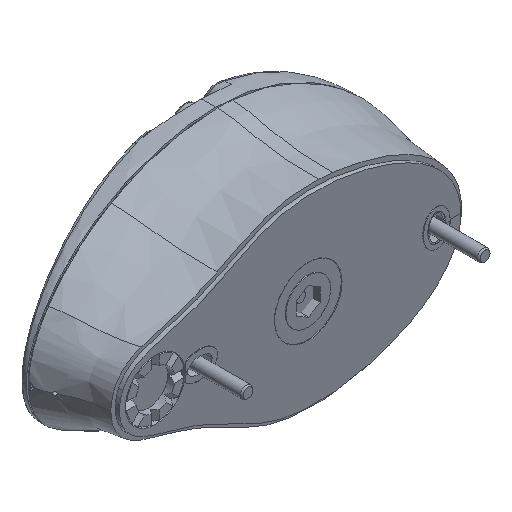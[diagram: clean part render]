
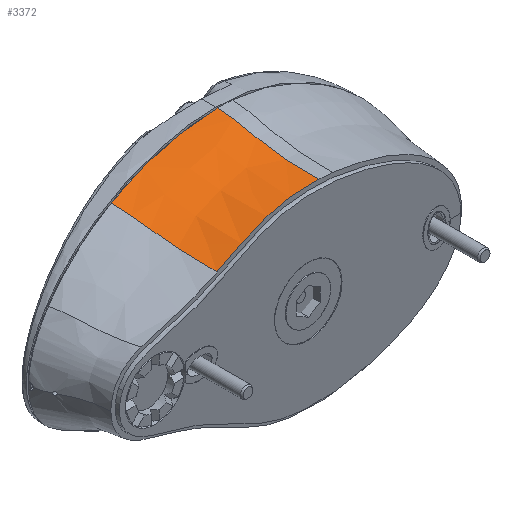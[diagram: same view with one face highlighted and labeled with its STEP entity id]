
A CAD part, isometric view. The second image highlights one B-rep face of the part: STEP entity #3372.
In plain terms, the highlighted free-form (B-spline) face has degree [3, 3] with [7, 4] control points.
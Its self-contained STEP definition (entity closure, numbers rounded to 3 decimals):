
#283=B_SPLINE_SURFACE_WITH_KNOTS('',3,3,((#84433,#84434,#84435,#84436),(#84437,
#84438,#84439,#84440),(#84441,#84442,#84443,#84444),(#84445,#84446,#84447,
#84448),(#84449,#84450,#84451,#84452),(#84453,#84454,#84455,#84456),(#84457,
#84458,#84459,#84460)),.UNSPECIFIED.,.F.,.F.,.F.,(4,1,1,1,4),(4,4),(0.,0.256,
0.502,0.748,1.),(0.,1.),.UNSPECIFIED.);
#3372=ADVANCED_FACE('',(#5763),#283,.F.);
#5763=FACE_OUTER_BOUND('',#7617,.T.);
#7617=EDGE_LOOP('',(#16535,#16536,#16537,#16538));
#16535=ORIENTED_EDGE('',*,*,#26992,.F.);
#16536=ORIENTED_EDGE('',*,*,#26980,.F.);
#16537=ORIENTED_EDGE('',*,*,#26993,.T.);
#16538=ORIENTED_EDGE('',*,*,#26860,.F.);
#23040=VERTEX_POINT('',#82339);
#23041=VERTEX_POINT('',#82346);
#23113=VERTEX_POINT('',#84088);
#23114=VERTEX_POINT('',#84096);
#26860=EDGE_CURVE('',#23040,#23041,#30763,.T.);
#26980=EDGE_CURVE('',#23113,#23114,#30857,.T.);
#26992=EDGE_CURVE('',#23114,#23040,#30869,.T.);
#26993=EDGE_CURVE('',#23113,#23041,#30870,.T.);
#30763=B_SPLINE_CURVE_WITH_KNOTS('',3,(#82340,#82341,#82342,#82343,#82344,
#82345),.UNSPECIFIED.,.F.,.F.,(4,2,4),(0.,0.5,1.),.UNSPECIFIED.);
#30857=B_SPLINE_CURVE_WITH_KNOTS('',3,(#84089,#84090,#84091,#84092,#84093,
#84094,#84095),.UNSPECIFIED.,.F.,.F.,(4,1,1,1,4),(0.,0.25,0.5,
0.75,1.),.UNSPECIFIED.);
#30869=B_SPLINE_CURVE_WITH_KNOTS('',3,(#84401,#84402,#84403,#84404),.UNSPECIFIED.,
.F.,.F.,(4,4),(0.,1.),.UNSPECIFIED.);
#30870=B_SPLINE_CURVE_WITH_KNOTS('',3,(#84429,#84430,#84431,#84432),.UNSPECIFIED.,
.F.,.F.,(4,4),(0.,1.),.UNSPECIFIED.);
#82339=CARTESIAN_POINT('',(-27.418,12.028,23.944));
#82340=CARTESIAN_POINT('',(-27.418,12.028,23.944));
#82341=CARTESIAN_POINT('',(-22.519,12.894,25.435));
#82342=CARTESIAN_POINT('',(-17.49,13.658,26.469));
#82343=CARTESIAN_POINT('',(-7.268,14.84,27.808));
#82344=CARTESIAN_POINT('',(-2.092,15.257,28.131));
#82345=CARTESIAN_POINT('',(3.099,15.407,28.054));
#82346=CARTESIAN_POINT('',(3.099,15.408,28.054));
#84088=CARTESIAN_POINT('',(3.698,-9.9,24.657));
#84089=CARTESIAN_POINT('',(3.698,-9.9,24.657));
#84090=CARTESIAN_POINT('',(1.432,-9.9,24.74));
#84091=CARTESIAN_POINT('',(-3.197,-9.9,24.63));
#84092=CARTESIAN_POINT('',(-9.92,-9.9,23.205));
#84093=CARTESIAN_POINT('',(-16.274,-9.9,20.389));
#84094=CARTESIAN_POINT('',(-20.256,-9.9,18.18));
#84095=CARTESIAN_POINT('',(-22.294,-9.9,17.149));
#84096=CARTESIAN_POINT('',(-22.294,-9.9,17.149));
#84401=CARTESIAN_POINT('',(-22.294,-9.9,17.149));
#84402=CARTESIAN_POINT('',(-24.174,2.516,19.067));
#84403=CARTESIAN_POINT('',(-26.117,4.728,22.447));
#84404=CARTESIAN_POINT('',(-27.418,12.028,23.944));
#84429=CARTESIAN_POINT('',(3.698,-9.9,24.657));
#84430=CARTESIAN_POINT('',(3.282,5.02,24.708));
#84431=CARTESIAN_POINT('',(3.301,7.854,27.76));
#84432=CARTESIAN_POINT('',(3.099,15.408,28.054));
#84433=CARTESIAN_POINT('',(-27.758,12.196,23.897));
#84434=CARTESIAN_POINT('',(-26.425,4.653,22.397));
#84435=CARTESIAN_POINT('',(-24.435,2.567,18.905));
#84436=CARTESIAN_POINT('',(-22.488,-10.279,16.964));
#84437=CARTESIAN_POINT('',(-25.219,12.649,24.676));
#84438=CARTESIAN_POINT('',(-24.049,5.023,23.274));
#84439=CARTESIAN_POINT('',(-22.06,2.839,19.859));
#84440=CARTESIAN_POINT('',(-20.369,-10.287,18.035));
#84441=CARTESIAN_POINT('',(-20.095,13.495,25.97));
#84442=CARTESIAN_POINT('',(-19.293,5.745,24.911));
#84443=CARTESIAN_POINT('',(-17.444,3.33,21.628));
#84444=CARTESIAN_POINT('',(-16.328,-10.302,20.311));
#84445=CARTESIAN_POINT('',(-12.411,14.522,27.246));
#84446=CARTESIAN_POINT('',(-11.889,6.683,26.773));
#84447=CARTESIAN_POINT('',(-10.668,3.987,23.512));
#84448=CARTESIAN_POINT('',(-9.897,-10.322,23.195));
#84449=CARTESIAN_POINT('',(-4.635,15.285,27.969));
#84450=CARTESIAN_POINT('',(-4.259,7.418,27.756));
#84451=CARTESIAN_POINT('',(-3.791,4.615,24.516));
#84452=CARTESIAN_POINT('',(-3.126,-10.341,24.643));
#84453=CARTESIAN_POINT('',(0.655,15.57,28.102));
#84454=CARTESIAN_POINT('',(0.919,7.733,27.876));
#84455=CARTESIAN_POINT('',(1.036,4.978,24.68));
#84456=CARTESIAN_POINT('',(1.552,-10.352,24.743));
#84457=CARTESIAN_POINT('',(3.267,15.641,28.059));
#84458=CARTESIAN_POINT('',(3.474,7.84,27.815));
#84459=CARTESIAN_POINT('',(3.437,5.125,24.643));
#84460=CARTESIAN_POINT('',(3.865,-10.356,24.65));
